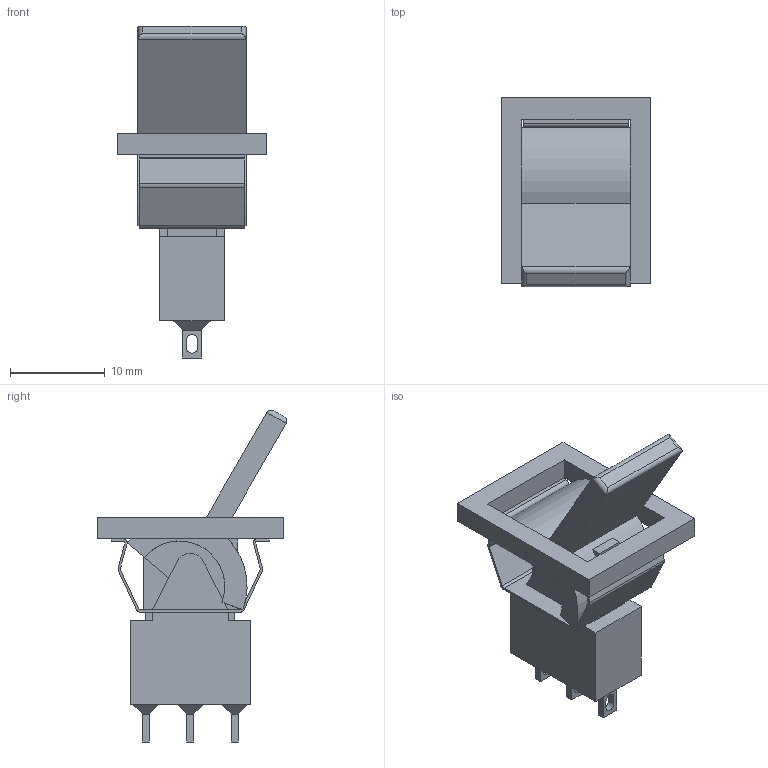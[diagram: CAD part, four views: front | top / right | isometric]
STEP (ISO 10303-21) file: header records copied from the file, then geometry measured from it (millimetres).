
FILE_DESCRIPTION(('HOOPS Exchange Step'),'2;1');
FILE_NAME('temp_export','2023-03-04T19:17:19+08:00',('30abd'),('Shapr3D Limited'),'HOOPS Exchange 2022.2','Shapr3D','Authorized');
FILE_SCHEMA( ('AUTOMOTIVE_DESIGN { 1 0 10303 214 1 1 1 1 }') );
Length unit declared in the file: millimetre
Products named in the file (2): temp_import.stp; root
Assembly tree (1 placements, depth 2):
  root
    temp_import.stp
Bounding box: 15.8 x 20.05 x 35.11 mm (x, y, z)
Volume: 2367.4 mm3; surface area: 2742 mm2
Topology: 1 solids, 1 shells, 145 faces, 411 edges, 264 vertices
Faces by surface type: plane 111, cylinder 34
Entity records: 4722 total; most frequent: CARTESIAN_POINT 822, ORIENTED_EDGE 822, DIRECTION 779, EDGE_CURVE 411, VECTOR 337, LINE 337, VERTEX_POINT 264, AXIS2_PLACEMENT_3D 221
